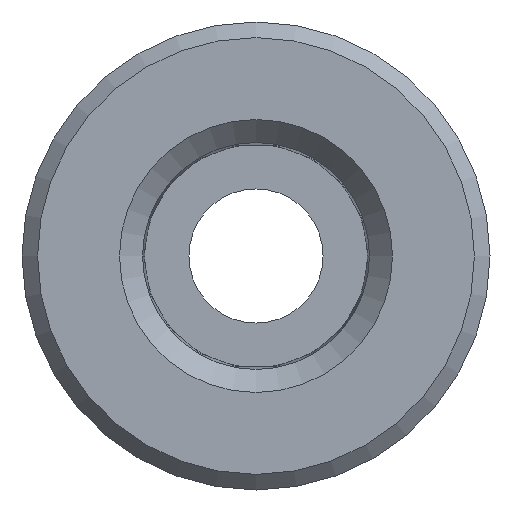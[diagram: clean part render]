
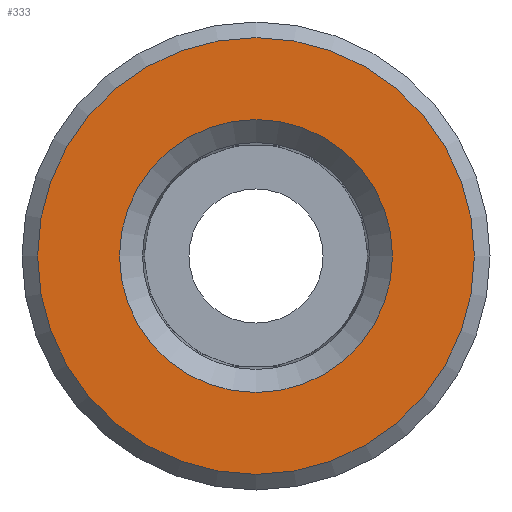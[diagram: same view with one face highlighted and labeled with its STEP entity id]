
A CAD part, left-side view. The second image highlights one B-rep face of the part: STEP entity #333.
In plain terms, the highlighted planar face has unit normal (-1, 0, 0).
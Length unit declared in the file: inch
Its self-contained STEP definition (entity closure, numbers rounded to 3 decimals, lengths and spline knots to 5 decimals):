
#41=FACE_BOUND('',#138,.T.);
#42=FACE_BOUND('',#139,.T.);
#56=CIRCLE('',#352,0.56);
#72=CIRCLE('',#384,0.35);
#138=EDGE_LOOP('',(#296));
#139=EDGE_LOOP('',(#297));
#173=VERTEX_POINT('',#543);
#189=VERTEX_POINT('',#591);
#209=EDGE_CURVE('',#173,#173,#56,.T.);
#225=EDGE_CURVE('',#189,#189,#72,.T.);
#296=ORIENTED_EDGE('',*,*,#225,.T.);
#297=ORIENTED_EDGE('',*,*,#209,.F.);
#308=PLANE('',#385);
#333=ADVANCED_FACE('',(#41,#42),#308,.T.);
#352=AXIS2_PLACEMENT_3D('',#544,#426,#427);
#384=AXIS2_PLACEMENT_3D('',#592,#490,#491);
#385=AXIS2_PLACEMENT_3D('',#593,#492,#493);
#426=DIRECTION('center_axis',(1.,0.,0.));
#427=DIRECTION('ref_axis',(0.,0.,-1.));
#490=DIRECTION('center_axis',(1.,0.,0.));
#491=DIRECTION('ref_axis',(0.,0.,-1.));
#492=DIRECTION('center_axis',(-1.,0.,0.));
#493=DIRECTION('ref_axis',(0.,0.,1.));
#543=CARTESIAN_POINT('',(-0.31192,0.55982,0.));
#544=CARTESIAN_POINT('Origin',(-0.31192,-0.00018,
0.));
#591=CARTESIAN_POINT('',(-0.31192,0.34982,0.));
#592=CARTESIAN_POINT('Origin',(-0.31192,-0.00018,
0.));
#593=CARTESIAN_POINT('Origin',(-0.31192,0.55982,0.));
